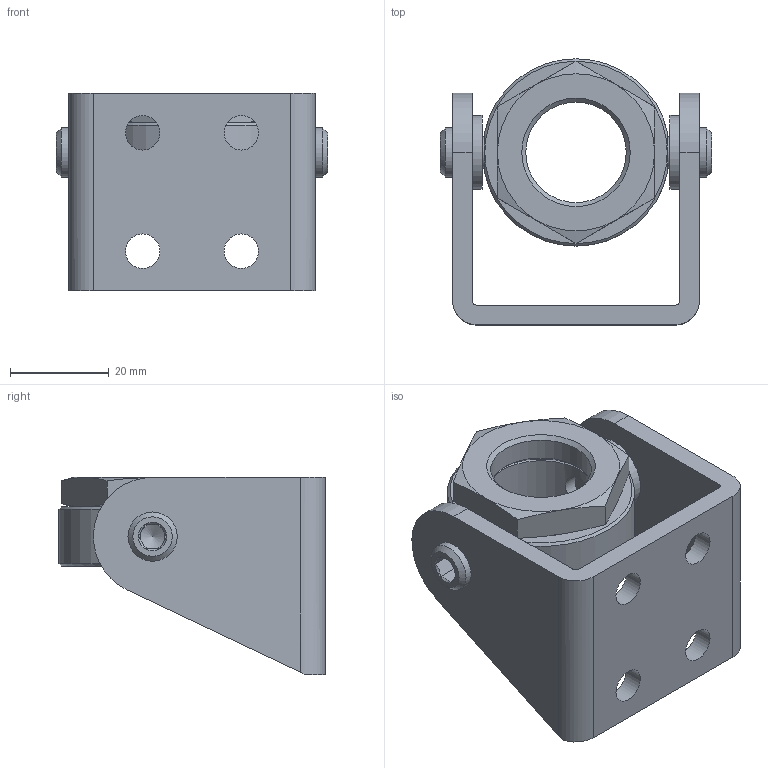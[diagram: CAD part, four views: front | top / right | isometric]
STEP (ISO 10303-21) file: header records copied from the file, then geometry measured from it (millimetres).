
FILE_DESCRIPTION(/* description */ ('STEP AP214'),/* implementation_level */ '2;1');
FILE_NAME(/* name */ '552904_CRSBN-20_25',/* time_stamp */ '2024-08-09T14:30:07+02:00',/* author */ ('License CC BY-ND 4.0'),/* organization */ ('CADENAS'),/* preprocessor_version */ 'ST-DEVELOPER v19.3',/* originating_system */ 'PARTsolutions',/* authorisation */ ' ');
FILE_SCHEMA (('AUTOMOTIVE_DESIGN {1 0 10303 214 3 1 1}'));
Length unit declared in the file: millimetre
Products named in the file (4): 552904 CRSBN; 124320 CR-SBS-32_L; 966206 CRSBN_R; DIN-439-B - M22x1.5x-A2-70(F)
Assembly tree (3 placements, depth 2):
  552904 CRSBN
    124320 CR-SBS-32_L
    966206 CRSBN_R
    DIN-439-B - M22x1.5x-A2-70(F)
Bounding box: 55 x 54 x 40 mm (x, y, z)
Volume: 29800.5 mm3; surface area: 16921.5 mm2
Topology: 3 solids, 3 shells, 102 faces, 244 edges, 153 vertices
Faces by surface type: plane 56, cylinder 24, cone 20, torus 2
Full cylindrical faces by diameter (mm): 6.4 x2, 6.917 x2, 7 x4, 10 x4, 15 x2, 20.376 x1, 22.1 x1
Entity records: 2844 total; most frequent: CARTESIAN_POINT 584, DIRECTION 452, ORIENTED_EDGE 384, EDGE_CURVE 192, AXIS2_PLACEMENT_3D 188, FACE_BOUND 164, EDGE_LOOP 162, VERTEX_POINT 142
